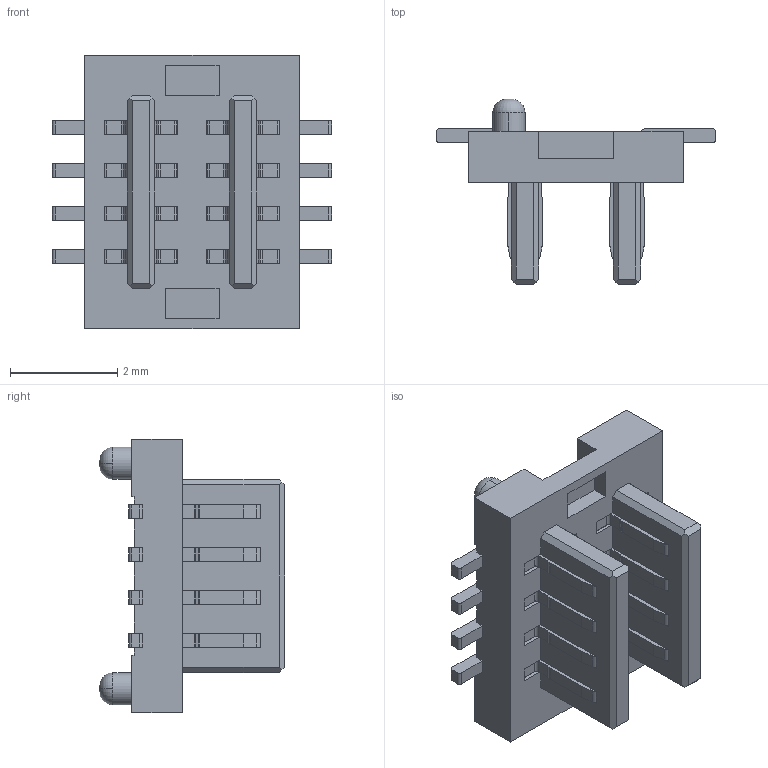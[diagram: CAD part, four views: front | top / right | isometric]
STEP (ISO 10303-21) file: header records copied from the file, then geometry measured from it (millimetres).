
FILE_DESCRIPTION(('CoCreate Modeling STEP Export'),'2;1');
FILE_NAME('SGDBM-08-008P-H10.stp','2021-11-09T19:30:25',(''),(''),'CoCreate Modeling STEP processor for AP214 (Solid Model)','CoCreate Modeling 16.00 13-May-2008 (C) Parametric Technology GmbH','');
FILE_SCHEMA(('AUTOMOTIVE_DESIGN { 1 0 10303 214 1 1 1 1 }'));
Length unit declared in the file: millimetre
Products named in the file (2): 8P
Assembly tree (1 placements, depth 2):
  8P
    8P
Bounding box: 5.2 x 3.45 x 5.1 mm (x, y, z)
Volume: 25.5 mm3; surface area: 131.6 mm2
Topology: 1 solids, 1 shells, 496 faces, 1456 edges, 960 vertices
Faces by surface type: plane 336, cylinder 156, torus 4
Entity records: 16079 total; most frequent: ORIENTED_EDGE 2912, CARTESIAN_POINT 2818, DIRECTION 2626, EDGE_CURVE 1456, VECTOR 1090, LINE 1090, VERTEX_POINT 960, AXIS2_PLACEMENT_3D 768
